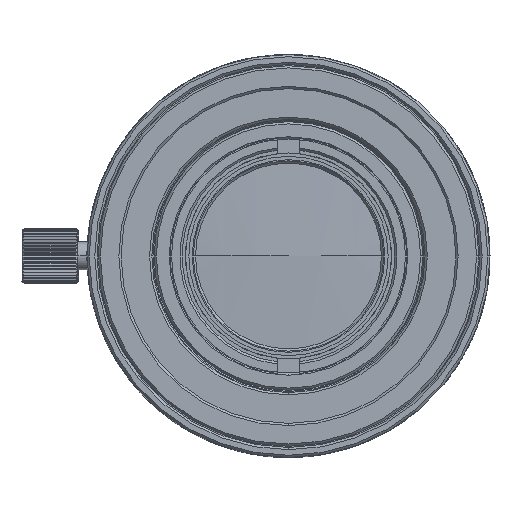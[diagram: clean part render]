
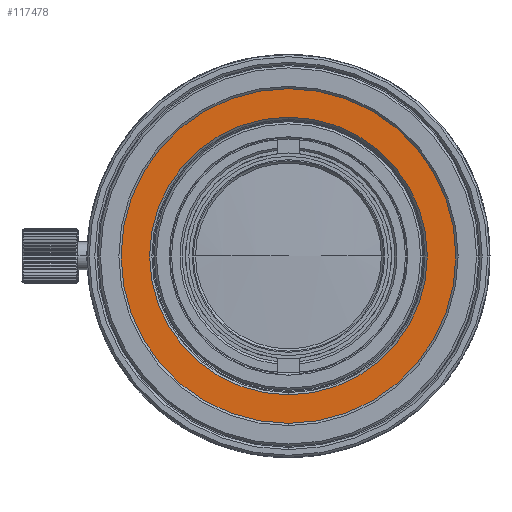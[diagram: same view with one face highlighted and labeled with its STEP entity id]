
A CAD part, left-side view. The second image highlights one B-rep face of the part: STEP entity #117478.
In plain terms, the highlighted face is planar.
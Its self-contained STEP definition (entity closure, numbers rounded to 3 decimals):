
#116773=CARTESIAN_POINT('',(0.,0.,3.5));
#116774=DIRECTION('',(0.,0.,-1.));
#116775=DIRECTION('',(0.,1.,0.));
#116776=AXIS2_PLACEMENT_3D('',#116773,#116774,#116775);
#116781=CARTESIAN_POINT('',(0.,0.,3.5));
#116782=DIRECTION('',(0.,0.,-1.));
#116783=DIRECTION('',(0.,-1.,0.));
#116784=AXIS2_PLACEMENT_3D('',#116781,#116782,#116783);
#116789=CARTESIAN_POINT('',(0.,0.,3.5));
#116790=DIRECTION('',(0.,0.,1.));
#116791=DIRECTION('',(0.,-1.,0.));
#116792=AXIS2_PLACEMENT_3D('',#116789,#116790,#116791);
#116797=CARTESIAN_POINT('',(0.,0.,3.5));
#116798=DIRECTION('',(0.,0.,1.));
#116799=DIRECTION('',(0.,1.,0.));
#116800=AXIS2_PLACEMENT_3D('',#116797,#116798,#116799);
#117065=CARTESIAN_POINT('',(0.,-12.4,3.5));
#117066=CARTESIAN_POINT('',(0.,12.4,3.5));
#117067=VERTEX_POINT('',#117065);
#117068=VERTEX_POINT('',#117066);
#117069=CARTESIAN_POINT('',(0.,15.45,3.5));
#117070=CARTESIAN_POINT('',(0.,-15.45,3.5));
#117071=VERTEX_POINT('',#117069);
#117072=VERTEX_POINT('',#117070);
#117463=CARTESIAN_POINT('',(0.,0.,3.5));
#117464=DIRECTION('',(0.,0.,1.));
#117465=DIRECTION('',(0.,1.,0.));
#117466=AXIS2_PLACEMENT_3D('',#117463,#117464,#117465);
#117467=PLANE('',#117466);
#117468=ORIENTED_EDGE('',*,*,#117458,.T.);
#117469=ORIENTED_EDGE('',*,*,#117442,.T.);
#117470=EDGE_LOOP('',(#117468,#117469));
#117471=FACE_OUTER_BOUND('',#117470,.F.);
#117473=ORIENTED_EDGE('',*,*,#117472,.T.);
#117475=ORIENTED_EDGE('',*,*,#117474,.T.);
#117476=EDGE_LOOP('',(#117473,#117475));
#117477=FACE_BOUND('',#117476,.F.);
#117478=ADVANCED_FACE('',(#117471,#117477),#117467,.T.);
#116777=CIRCLE('',#116776,15.45);
#116785=CIRCLE('',#116784,15.45);
#116793=CIRCLE('',#116792,12.4);
#116801=CIRCLE('',#116800,12.4);
#117442=EDGE_CURVE('',#117072,#117071,#116785,.T.);
#117458=EDGE_CURVE('',#117071,#117072,#116777,.T.);
#117472=EDGE_CURVE('',#117067,#117068,#116793,.T.);
#117474=EDGE_CURVE('',#117068,#117067,#116801,.T.);
